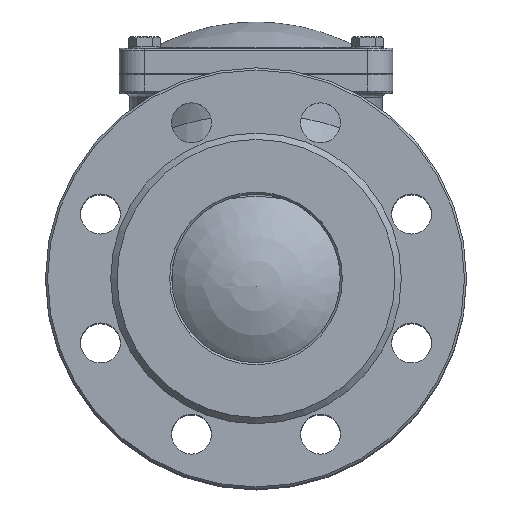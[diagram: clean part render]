
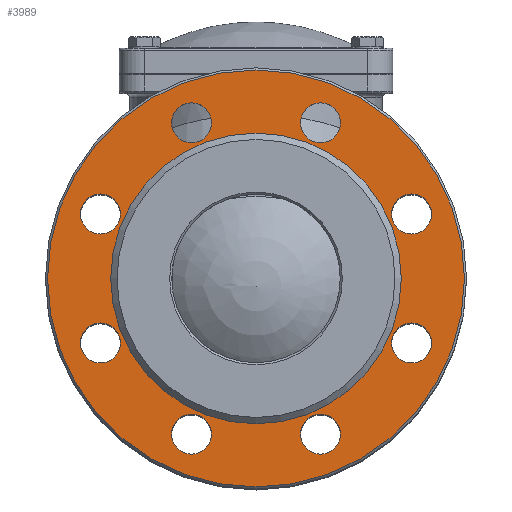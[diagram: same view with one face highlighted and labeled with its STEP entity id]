
A CAD part, top view. The second image highlights one B-rep face of the part: STEP entity #3989.
In plain terms, the highlighted planar face has unit normal (0, 0, 1).
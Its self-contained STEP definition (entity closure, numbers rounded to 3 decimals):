
#259=FACE_BOUND('',#1285,.T.);
#260=FACE_BOUND('',#1286,.T.);
#261=FACE_BOUND('',#1287,.T.);
#262=FACE_BOUND('',#1288,.T.);
#263=FACE_BOUND('',#1289,.T.);
#264=FACE_BOUND('',#1290,.T.);
#265=FACE_BOUND('',#1291,.T.);
#266=FACE_BOUND('',#1292,.T.);
#267=FACE_BOUND('',#1293,.T.);
#325=PLANE('',#4491);
#1008=FACE_OUTER_BOUND('',#1284,.T.);
#1284=EDGE_LOOP('',(#3474));
#1285=EDGE_LOOP('',(#3475));
#1286=EDGE_LOOP('',(#3476));
#1287=EDGE_LOOP('',(#3477));
#1288=EDGE_LOOP('',(#3478));
#1289=EDGE_LOOP('',(#3479));
#1290=EDGE_LOOP('',(#3480));
#1291=EDGE_LOOP('',(#3481));
#1292=EDGE_LOOP('',(#3482));
#1293=EDGE_LOOP('',(#3483));
#1549=CIRCLE('',#4490,99.);
#1550=CIRCLE('',#4492,69.);
#1551=CIRCLE('',#4493,9.5);
#1552=CIRCLE('',#4494,9.5);
#1553=CIRCLE('',#4495,9.5);
#1554=CIRCLE('',#4496,9.5);
#1555=CIRCLE('',#4497,9.5);
#1556=CIRCLE('',#4498,9.5);
#1557=CIRCLE('',#4499,9.5);
#1558=CIRCLE('',#4500,9.5);
#1894=VERTEX_POINT('',#8267);
#1895=VERTEX_POINT('',#8271);
#1896=VERTEX_POINT('',#8273);
#1897=VERTEX_POINT('',#8275);
#1898=VERTEX_POINT('',#8277);
#1899=VERTEX_POINT('',#8279);
#1900=VERTEX_POINT('',#8281);
#1901=VERTEX_POINT('',#8283);
#1902=VERTEX_POINT('',#8285);
#1903=VERTEX_POINT('',#8287);
#2427=EDGE_CURVE('',#1894,#1894,#1549,.T.);
#2428=EDGE_CURVE('',#1895,#1895,#1550,.T.);
#2429=EDGE_CURVE('',#1896,#1896,#1551,.T.);
#2430=EDGE_CURVE('',#1897,#1897,#1552,.T.);
#2431=EDGE_CURVE('',#1898,#1898,#1553,.T.);
#2432=EDGE_CURVE('',#1899,#1899,#1554,.T.);
#2433=EDGE_CURVE('',#1900,#1900,#1555,.T.);
#2434=EDGE_CURVE('',#1901,#1901,#1556,.T.);
#2435=EDGE_CURVE('',#1902,#1902,#1557,.T.);
#2436=EDGE_CURVE('',#1903,#1903,#1558,.T.);
#3474=ORIENTED_EDGE('',*,*,#2427,.F.);
#3475=ORIENTED_EDGE('',*,*,#2428,.F.);
#3476=ORIENTED_EDGE('',*,*,#2429,.F.);
#3477=ORIENTED_EDGE('',*,*,#2430,.F.);
#3478=ORIENTED_EDGE('',*,*,#2431,.F.);
#3479=ORIENTED_EDGE('',*,*,#2432,.F.);
#3480=ORIENTED_EDGE('',*,*,#2433,.F.);
#3481=ORIENTED_EDGE('',*,*,#2434,.F.);
#3482=ORIENTED_EDGE('',*,*,#2435,.F.);
#3483=ORIENTED_EDGE('',*,*,#2436,.F.);
#3989=ADVANCED_FACE('',(#1008,#259,#260,#261,#262,#263,#264,#265,#266,#267),
#325,.F.);
#4490=AXIS2_PLACEMENT_3D('',#8269,#5516,#5517);
#4491=AXIS2_PLACEMENT_3D('',#8270,#5518,#5519);
#4492=AXIS2_PLACEMENT_3D('',#8272,#5520,#5521);
#4493=AXIS2_PLACEMENT_3D('',#8274,#5522,#5523);
#4494=AXIS2_PLACEMENT_3D('',#8276,#5524,#5525);
#4495=AXIS2_PLACEMENT_3D('',#8278,#5526,#5527);
#4496=AXIS2_PLACEMENT_3D('',#8280,#5528,#5529);
#4497=AXIS2_PLACEMENT_3D('',#8282,#5530,#5531);
#4498=AXIS2_PLACEMENT_3D('',#8284,#5532,#5533);
#4499=AXIS2_PLACEMENT_3D('',#8286,#5534,#5535);
#4500=AXIS2_PLACEMENT_3D('',#8288,#5536,#5537);
#5516=DIRECTION('center_axis',(0.,0.,-1.));
#5517=DIRECTION('ref_axis',(1.,0.,0.));
#5518=DIRECTION('center_axis',(0.,0.,-1.));
#5519=DIRECTION('ref_axis',(-1.,0.,0.));
#5520=DIRECTION('center_axis',(0.,0.,1.));
#5521=DIRECTION('ref_axis',(-1.,0.,0.));
#5522=DIRECTION('center_axis',(0.,0.,1.));
#5523=DIRECTION('ref_axis',(1.,0.,0.));
#5524=DIRECTION('center_axis',(0.,0.,1.));
#5525=DIRECTION('ref_axis',(1.,0.,0.));
#5526=DIRECTION('center_axis',(0.,0.,1.));
#5527=DIRECTION('ref_axis',(1.,0.,0.));
#5528=DIRECTION('center_axis',(0.,0.,1.));
#5529=DIRECTION('ref_axis',(1.,0.,0.));
#5530=DIRECTION('center_axis',(0.,0.,1.));
#5531=DIRECTION('ref_axis',(1.,0.,0.));
#5532=DIRECTION('center_axis',(0.,0.,1.));
#5533=DIRECTION('ref_axis',(1.,0.,0.));
#5534=DIRECTION('center_axis',(0.,0.,1.));
#5535=DIRECTION('ref_axis',(1.,0.,0.));
#5536=DIRECTION('center_axis',(0.,0.,1.));
#5537=DIRECTION('ref_axis',(1.,0.,0.));
#8267=CARTESIAN_POINT('',(-99.,0.,127.));
#8269=CARTESIAN_POINT('Origin',(0.,0.,127.));
#8270=CARTESIAN_POINT('Origin',(0.,0.,127.));
#8271=CARTESIAN_POINT('',(69.,0.,127.));
#8272=CARTESIAN_POINT('Origin',(0.,0.,127.));
#8273=CARTESIAN_POINT('',(-40.115,-73.91,127.));
#8274=CARTESIAN_POINT('Origin',(-30.615,-73.91,127.));
#8275=CARTESIAN_POINT('',(21.115,-73.91,127.));
#8276=CARTESIAN_POINT('Origin',(30.615,-73.91,127.));
#8277=CARTESIAN_POINT('',(64.41,-30.615,127.));
#8278=CARTESIAN_POINT('Origin',(73.91,-30.615,127.));
#8279=CARTESIAN_POINT('',(64.41,30.615,127.));
#8280=CARTESIAN_POINT('Origin',(73.91,30.615,127.));
#8281=CARTESIAN_POINT('',(21.115,73.91,127.));
#8282=CARTESIAN_POINT('Origin',(30.615,73.91,127.));
#8283=CARTESIAN_POINT('',(-40.115,73.91,127.));
#8284=CARTESIAN_POINT('Origin',(-30.615,73.91,127.));
#8285=CARTESIAN_POINT('',(-83.41,30.615,127.));
#8286=CARTESIAN_POINT('Origin',(-73.91,30.615,127.));
#8287=CARTESIAN_POINT('',(-83.41,-30.615,127.));
#8288=CARTESIAN_POINT('Origin',(-73.91,-30.615,127.));
